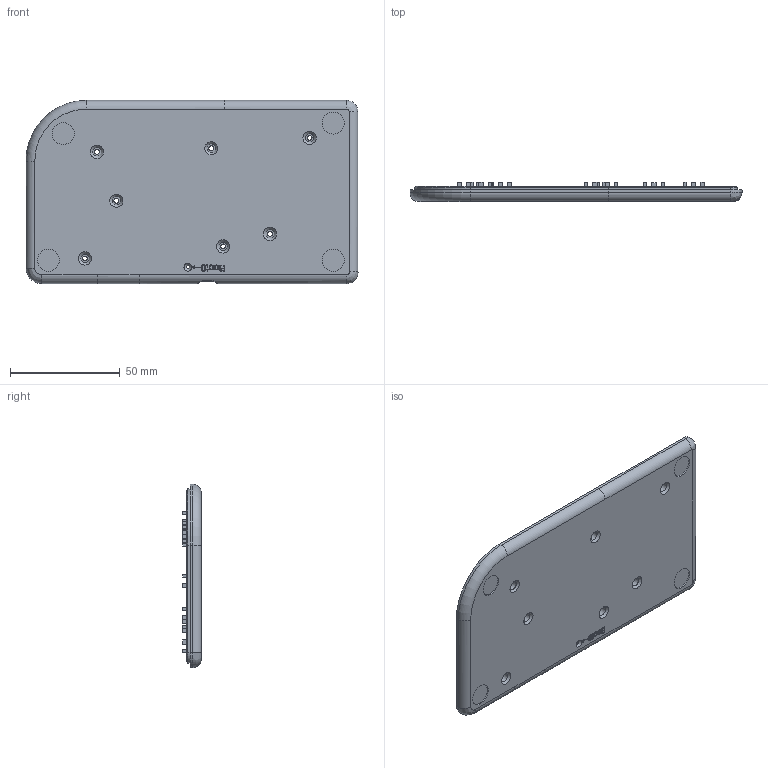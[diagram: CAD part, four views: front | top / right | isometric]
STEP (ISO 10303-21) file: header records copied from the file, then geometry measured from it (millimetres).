
FILE_DESCRIPTION(/* description */ (''),/* implementation_level */ '2;1');
FILE_NAME(/* name */ 'V19B bottom.step',/* time_stamp */ '2021-08-06T23:31:52+08:00',/* author */ (''),/* organization */ (''),/* preprocessor_version */ 'ST-DEVELOPER v18.1',/* originating_system */ 'Autodesk Translation Framework v10.9.0.1377',/* authorisation */ '');
FILE_SCHEMA (('AUTOMOTIVE_DESIGN { 1 0 10303 214 3 1 1 }'));
Length unit declared in the file: millimetre
Products named in the file (1): Pocket organ V19
Bounding box: 151.06 x 8.6 x 83.37 mm (x, y, z)
Volume: 30087.8 mm3; surface area: 30626.5 mm2
Topology: 1 solids, 1 shells, 424 faces, 1090 edges, 696 vertices
Faces by surface type: plane 215, bspline 102, cylinder 94, cone 12, torus 1
Full cylindrical faces by diameter (mm): 1.5 x1, 2.2 x7, 3.5 x1, 4 x7, 10 x4
Entity records: 13335 total; most frequent: CARTESIAN_POINT 3526, ORIENTED_EDGE 2176, DIRECTION 1731, EDGE_CURVE 1088, VERTEX_POINT 696, LINE 685, VECTOR 685, AXIS2_PLACEMENT_3D 523
